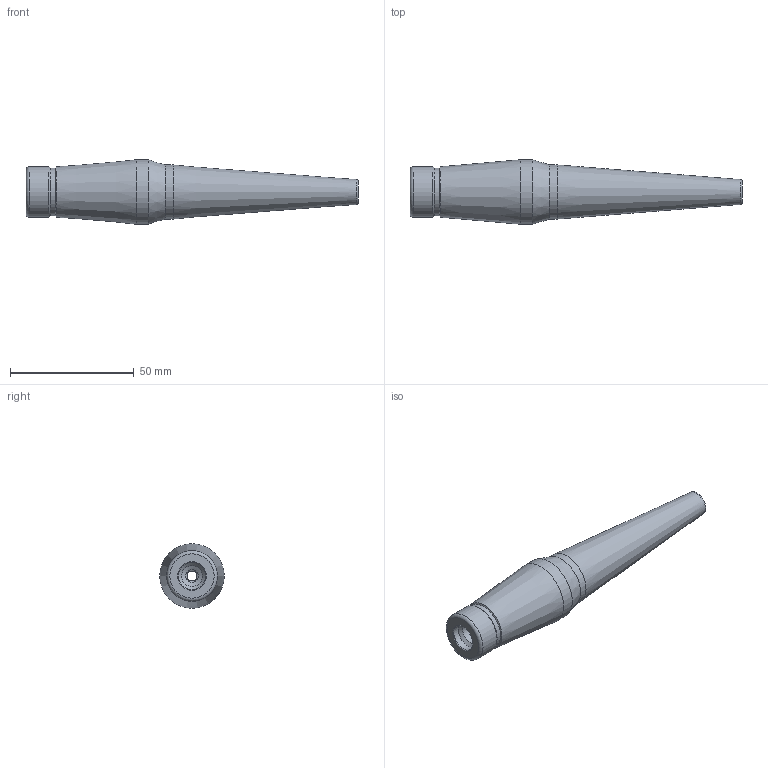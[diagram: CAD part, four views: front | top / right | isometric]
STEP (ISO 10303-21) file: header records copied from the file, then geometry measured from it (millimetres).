
FILE_DESCRIPTION(/* description */ (''),/* implementation_level */ '2;1');
FILE_NAME(/* name */ 'MCS12-SF4-3.5.step',/* time_stamp */ '2026-02-28T08:22:20-06:00',/* author */ (''),/* organization */ (''),/* preprocessor_version */ 'ST-DEVELOPER v20.1',/* originating_system */ 'Autodesk Translation Framework v14.24.0.0',/* authorisation */ '');
FILE_SCHEMA (('AUTOMOTIVE_DESIGN { 1 0 10303 214 3 1 1 }'));
Length unit declared in the file: inch
Products named in the file (5): MCS12-SF4-3.5; MCS12-SF4-3.5 (3); MCS12-SF4-3.5 (2); MCS12-SF4-3.5 (1); MCS12-SF4-3.5_1
Assembly tree (4 placements, depth 5):
  MCS12-SF4-3.5
    MCS12-SF4-3.5 (3)
      MCS12-SF4-3.5 (2)
        MCS12-SF4-3.5 (1)
          MCS12-SF4-3.5_1
Bounding box: 134.06 x 26.04 x 26.04 mm (x, y, z)
Volume: 35047.2 mm3; surface area: 11161.9 mm2
Topology: 1 solids, 1 shells, 22 faces, 45 edges, 25 vertices
Faces by surface type: cone 10, cylinder 8, plane 2, torus 2
Full cylindrical faces by diameter (mm): 4 x1, 5.016 x1, 8.5 x1, 10.973 x1, 19.304 x1, 20.485 x1, 21.869 x1, 26.035 x1
Entity records: 702 total; most frequent: DIRECTION 134, CARTESIAN_POINT 101, ORIENTED_EDGE 90, AXIS2_PLACEMENT_3D 58, EDGE_CURVE 45, CIRCLE 27, VERTEX_POINT 25, EDGE_LOOP 24
